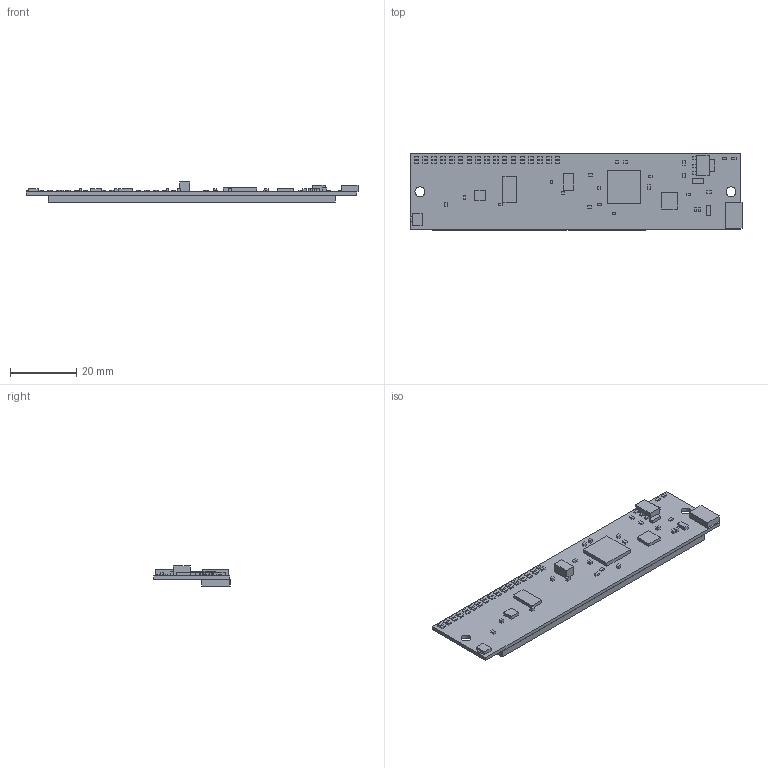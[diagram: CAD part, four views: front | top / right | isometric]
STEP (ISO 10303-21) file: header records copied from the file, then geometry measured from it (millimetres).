
FILE_DESCRIPTION(('Open CASCADE Model'),'2;1');
FILE_NAME('Open CASCADE Shape Model','2024-01-28T10:20:07',('Author'),( 'Open CASCADE'),'Open CASCADE STEP processor 6.2','Open CASCADE 6.2' ,'Unknown');
FILE_SCHEMA(('AUTOMOTIVE_DESIGN { 1 0 10303 214 1 1 1 1 }'));
Length unit declared in the file: millimetre
Products named in the file (111): PCB; BoardScamp3e; 2M_DataFlashScamp3e; 763598704; Extruded; C13Scamp3e; 823717488; RS485Scamp3e; 763613936; R23Scamp3e; 823717360; C14Scamp3e; D1Scamp3e; 763589616; UTMScamp3e; 763593072; R13Scamp3e; 572335552; R15Scamp3e; R14Scamp3e; R12Scamp3e; R11Scamp3e; R10Scamp3e; R9Scamp3e; R8Scamp3e; R7Scamp3e; R6Scamp3e; R5Scamp3e; C2Scamp3e; 608075232; C1Scamp3e; REGScamp3e; 608079072; 608078944; 823714160; C11Scamp3e; TempScamp3e; 763588592; C6Scamp3e; UScamp3e ...
Assembly tree (161 placements, depth 4):
  PCB
    BoardScamp3e
    2M_DataFlashScamp3e
      763598704
        Extruded
    C13Scamp3e
      823717488
        Extruded
    RS485Scamp3e
      763613936
        Extruded
    R23Scamp3e
      823717360
        Extruded
    C14Scamp3e
      823717488
        Extruded
    D1Scamp3e
      763589616
        Extruded
    UTMScamp3e
      763593072
        Extruded
    R13Scamp3e
      572335552
        Extruded
    R15Scamp3e
      572335552
        Extruded
    R14Scamp3e
      572335552
        Extruded
    R12Scamp3e
      572335552
        Extruded
    R11Scamp3e
      572335552
        Extruded
    R10Scamp3e
      572335552
        Extruded
    R9Scamp3e
      572335552
        Extruded
    R8Scamp3e
      572335552
        Extruded
    R7Scamp3e
      572335552
        Extruded
    R6Scamp3e
      572335552
        Extruded
    R5Scamp3e
      572335552
        Extruded
    C2Scamp3e
      608075232
        Extruded
    C1Scamp3e
Bounding box: 100.33 x 23.13 x 6.1 mm (x, y, z)
Volume: 4424.7 mm3; surface area: 7832.7 mm2
Topology: 73 solids, 73 shells, 454 faces, 924 edges, 616 vertices
Faces by surface type: plane 448, cylinder 6
Full cylindrical faces by diameter (mm): 3 x2
Entity records: 10585 total; most frequent: DIRECTION 1556, CARTESIAN_POINT 1526, LINE 912, VECTOR 912, ORIENTED_EDGE 624, PCURVE 624, DEFINITIONAL_REPRESENTATION 624, AXIS2_PLACEMENT_3D 322
